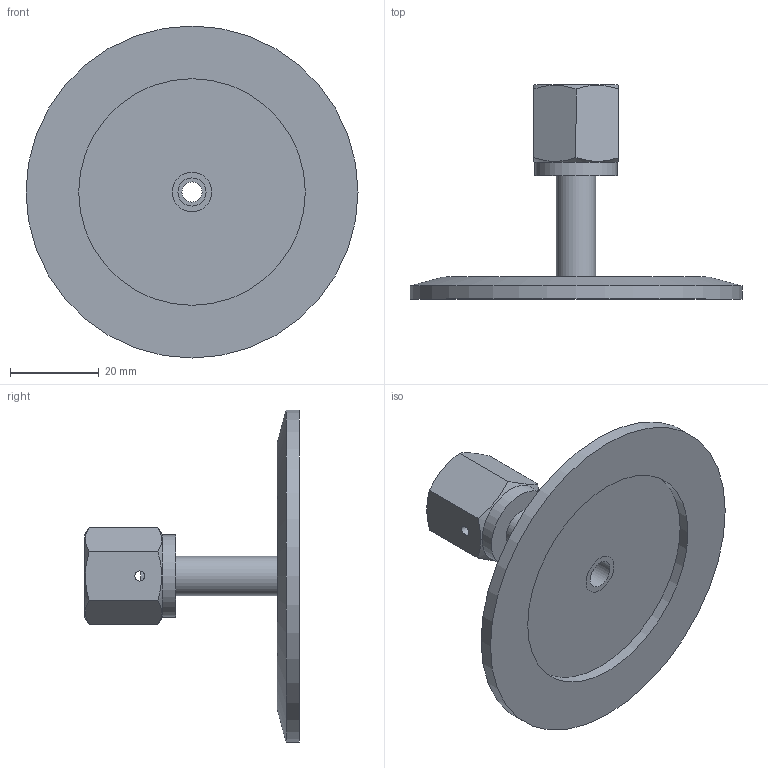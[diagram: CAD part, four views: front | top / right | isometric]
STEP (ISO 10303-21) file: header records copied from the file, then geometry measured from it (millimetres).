
FILE_DESCRIPTION(/* description */ (''),/* implementation_level */ '2;1');
FILE_NAME(/* name */ 'FL-VCRF25-50KF.stp',/* time_stamp */ '2019-03-21T16:20:37+00:00',/* author */ ('paul'),/* organization */ (''),/* preprocessor_version */ 'ST-DEVELOPER v17.2',/* originating_system */ 'Autodesk Inventor 2019',/* authorisation */ '');
FILE_SCHEMA (('AUTOMOTIVE_DESIGN { 1 0 10303 214 3 1 1 }'));
Products named in the file (6): FL-VCRF25-50KF; FL-50KF; RM-SS-4-VCR-1; RM-SS-4-VCR-1-PART1; RM-SS-4-VCR-1-PART2; RM-SS-4-VCR-3
Assembly tree (5 placements, depth 3):
  FL-VCRF25-50KF
    FL-50KF
    RM-SS-4-VCR-1
      RM-SS-4-VCR-1-PART1
      RM-SS-4-VCR-1-PART2
    RM-SS-4-VCR-3
Bounding box: 75 x 48.47 x 75 mm (x, y, z)
Volume: 20723 mm3; surface area: 15122.6 mm2
Topology: 4 solids, 4 shells, 41 faces, 94 edges, 65 vertices
Faces by surface type: plane 18, cylinder 16, cone 7
Full cylindrical faces by diameter (mm): 2.286 x2, 4.572 x1, 6.35 x1, 8.89 x2, 9.144 x1, 11.43 x1, 12.7 x1, 12.954 x1, 13.142 x2, 14.287 x1, 18.542 x1, 51.2 x1, 75 x1
Entity records: 1543 total; most frequent: CARTESIAN_POINT 305, DIRECTION 231, ORIENTED_EDGE 188, AXIS2_PLACEMENT_3D 101, EDGE_CURVE 94, VERTEX_POINT 65, EDGE_LOOP 57, CIRCLE 49
